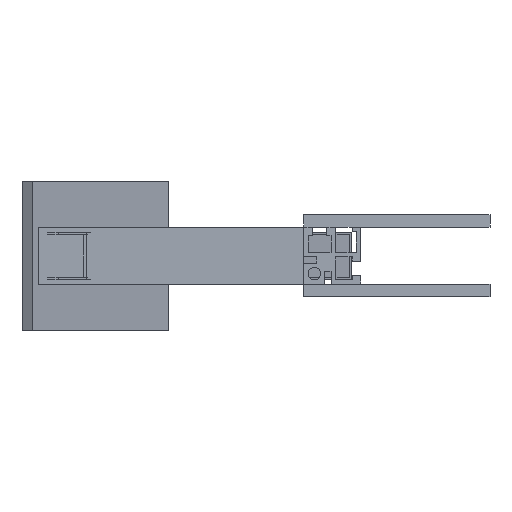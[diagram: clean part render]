
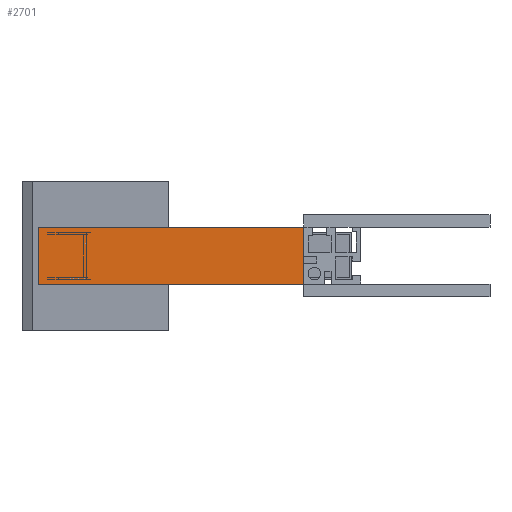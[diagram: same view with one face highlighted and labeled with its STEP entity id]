
A CAD part, front view. The second image highlights one B-rep face of the part: STEP entity #2701.
In plain terms, the highlighted planar face has unit normal (0, -1, 0).
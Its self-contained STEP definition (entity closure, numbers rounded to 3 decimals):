
#84 = ORIENTED_EDGE ( 'NONE', *, *, #2284, .F. ) ;
#324 = DIRECTION ( 'NONE',  ( 0., 0., 1. ) ) ;
#384 = PLANE ( 'NONE',  #1521 ) ;
#390 = VERTEX_POINT ( 'NONE', #695 ) ;
#591 = CARTESIAN_POINT ( 'NONE',  ( -11.126, 0., -11.357 ) ) ;
#647 = FACE_OUTER_BOUND ( 'NONE', #1020, .T. ) ;
#652 = CARTESIAN_POINT ( 'NONE',  ( -117.955, 0., 11.643 ) ) ;
#695 = CARTESIAN_POINT ( 'NONE',  ( -117.955, 0., 11.643 ) ) ;
#733 = CARTESIAN_POINT ( 'NONE',  ( -11.126, 0., -11.357 ) ) ;
#784 = ORIENTED_EDGE ( 'NONE', *, *, #861, .T. ) ;
#861 = EDGE_CURVE ( 'NONE', #2176, #1032, #1645, .T. ) ;
#1018 = ORIENTED_EDGE ( 'NONE', *, *, #2495, .T. ) ;
#1020 = EDGE_LOOP ( 'NONE', ( #1018, #784, #84, #1789 ) ) ;
#1032 = VERTEX_POINT ( 'NONE', #2795 ) ;
#1197 = DIRECTION ( 'NONE',  ( 0., 0., 1. ) ) ;
#1246 = LINE ( 'NONE', #2237, #1964 ) ;
#1491 = LINE ( 'NONE', #2438, #2164 ) ;
#1521 = AXIS2_PLACEMENT_3D ( 'NONE', #2991, #2486, #2298 ) ;
#1645 = LINE ( 'NONE', #733, #2963 ) ;
#1731 = EDGE_CURVE ( 'NONE', #2908, #390, #1491, .T. ) ;
#1732 = CARTESIAN_POINT ( 'NONE',  ( -117.955, 0., -11.357 ) ) ;
#1789 = ORIENTED_EDGE ( 'NONE', *, *, #1731, .F. ) ;
#1846 = DIRECTION ( 'NONE',  ( 1., 0., 0. ) ) ;
#1964 = VECTOR ( 'NONE', #2940, 1000. ) ;
#2164 = VECTOR ( 'NONE', #324, 1000. ) ;
#2176 = VERTEX_POINT ( 'NONE', #591 ) ;
#2237 = CARTESIAN_POINT ( 'NONE',  ( -117.955, 0., -11.357 ) ) ;
#2272 = LINE ( 'NONE', #652, #3023 ) ;
#2284 = EDGE_CURVE ( 'NONE', #390, #1032, #2272, .T. ) ;
#2298 = DIRECTION ( 'NONE',  ( 0., 0., 1. ) ) ;
#2438 = CARTESIAN_POINT ( 'NONE',  ( -117.955, 0., -11.357 ) ) ;
#2486 = DIRECTION ( 'NONE',  ( 0., 1., 0. ) ) ;
#2495 = EDGE_CURVE ( 'NONE', #2908, #2176, #1246, .T. ) ;
#2701 = ADVANCED_FACE ( 'NONE', ( #647 ), #384, .F. ) ;
#2795 = CARTESIAN_POINT ( 'NONE',  ( -11.126, 0., 11.643 ) ) ;
#2908 = VERTEX_POINT ( 'NONE', #1732 ) ;
#2940 = DIRECTION ( 'NONE',  ( 1., 0., 0. ) ) ;
#2963 = VECTOR ( 'NONE', #1197, 1000. ) ;
#2991 = CARTESIAN_POINT ( 'NONE',  ( -117.955, 0., -11.357 ) ) ;
#3023 = VECTOR ( 'NONE', #1846, 1000. ) ;
